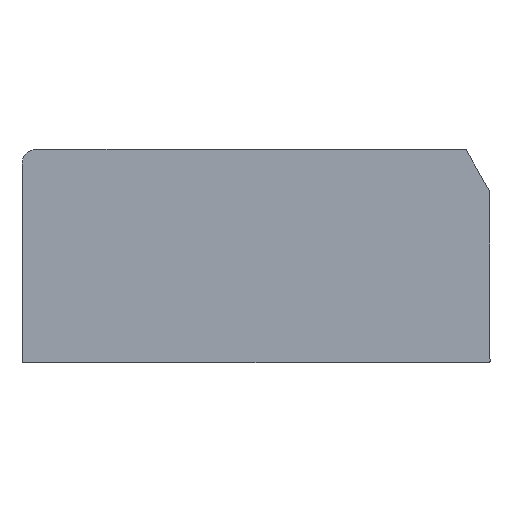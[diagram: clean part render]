
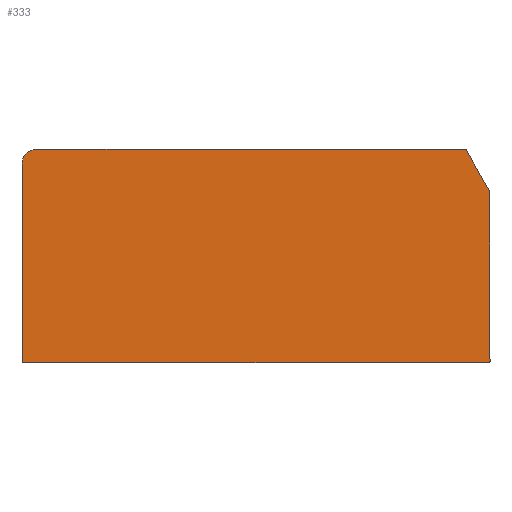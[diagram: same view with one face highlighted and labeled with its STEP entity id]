
A CAD part, top view. The second image highlights one B-rep face of the part: STEP entity #333.
In plain terms, the highlighted planar face has unit normal (0, 0, 1).
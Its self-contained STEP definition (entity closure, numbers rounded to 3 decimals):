
#1 = CIRCLE ( 'NONE', #752, 0.2 ) ;
#5 = CARTESIAN_POINT ( 'NONE',  ( 0.2, 0.2, 0.6 ) ) ;
#9 = EDGE_CURVE ( 'NONE', #503, #469, #653, .T. ) ;
#27 = AXIS2_PLACEMENT_3D ( 'NONE', #559, #192, #606 ) ;
#35 = EDGE_CURVE ( 'NONE', #469, #157, #627, .T. ) ;
#38 = DIRECTION ( 'NONE',  ( 0., 1., 0. ) ) ;
#51 = EDGE_CURVE ( 'NONE', #157, #336, #589, .T. ) ;
#67 = DIRECTION ( 'NONE',  ( 0., -1., 0. ) ) ;
#73 = EDGE_CURVE ( 'NONE', #336, #428, #611, .T. ) ;
#84 = EDGE_CURVE ( 'NONE', #428, #722, #575, .T. ) ;
#97 = CARTESIAN_POINT ( 'NONE',  ( 59.6, 21.841, 0.6 ) ) ;
#118 = DIRECTION ( 'NONE',  ( -1., 0., 0. ) ) ;
#128 = ORIENTED_EDGE ( 'NONE', *, *, #170, .T. ) ;
#138 = CIRCLE ( 'NONE', #372, 0.2 ) ;
#146 = VERTEX_POINT ( 'NONE', #496 ) ;
#147 = DIRECTION ( 'NONE',  ( 0., 0., 1. ) ) ;
#157 = VERTEX_POINT ( 'NONE', #305 ) ;
#165 = VERTEX_POINT ( 'NONE', #736 ) ;
#170 = EDGE_CURVE ( 'NONE', #165, #146, #486, .T. ) ;
#171 = DIRECTION ( 'NONE',  ( 1., 0., 0. ) ) ;
#192 = DIRECTION ( 'NONE',  ( 0., 0., 1. ) ) ;
#204 = EDGE_LOOP ( 'NONE', ( #405, #128, #419, #375, #371, #359, #287, #273, #233, #226 ) ) ;
#205 = CARTESIAN_POINT ( 'NONE',  ( 56.564, 27.3, 0.6 ) ) ;
#208 = CARTESIAN_POINT ( 'NONE',  ( 0.2, 0.2, 0.6 ) ) ;
#209 = EDGE_CURVE ( 'NONE', #451, #503, #1, .T. ) ;
#210 = CARTESIAN_POINT ( 'NONE',  ( 0., 25.4, 0.6 ) ) ;
#226 = ORIENTED_EDGE ( 'NONE', *, *, #84, .T. ) ;
#233 = ORIENTED_EDGE ( 'NONE', *, *, #73, .T. ) ;
#245 = VERTEX_POINT ( 'NONE', #308 ) ;
#254 = EDGE_CURVE ( 'NONE', #245, #451, #645, .T. ) ;
#255 = DIRECTION ( 'NONE',  ( 1., 0., 0. ) ) ;
#273 = ORIENTED_EDGE ( 'NONE', *, *, #51, .T. ) ;
#277 = DIRECTION ( 'NONE',  ( 1., 0., 0. ) ) ;
#278 = DIRECTION ( 'NONE',  ( 0., 0., 1. ) ) ;
#285 = CARTESIAN_POINT ( 'NONE',  ( 56.564, 27.1, 0.6 ) ) ;
#287 = ORIENTED_EDGE ( 'NONE', *, *, #35, .T. ) ;
#305 = CARTESIAN_POINT ( 'NONE',  ( 56.564, 27.3, 0.6 ) ) ;
#308 = CARTESIAN_POINT ( 'NONE',  ( 59.8, 0.2, 0.6 ) ) ;
#309 = CIRCLE ( 'NONE', #27, 0.2 ) ;
#333 = ADVANCED_FACE ( 'NONE', ( #389 ), #431, .T. ) ;
#336 = VERTEX_POINT ( 'NONE', #534 ) ;
#359 = ORIENTED_EDGE ( 'NONE', *, *, #9, .T. ) ;
#371 = ORIENTED_EDGE ( 'NONE', *, *, #209, .T. ) ;
#372 = AXIS2_PLACEMENT_3D ( 'NONE', #208, #614, #277 ) ;
#375 = ORIENTED_EDGE ( 'NONE', *, *, #254, .T. ) ;
#389 = FACE_OUTER_BOUND ( 'NONE', #204, .T. ) ;
#390 = CARTESIAN_POINT ( 'NONE',  ( 59.8, 0.2, 0.6 ) ) ;
#401 = VECTOR ( 'NONE', #538, 1000. ) ;
#405 = ORIENTED_EDGE ( 'NONE', *, *, #693, .T. ) ;
#407 = DIRECTION ( 'NONE',  ( -0.5, 0.866, 0. ) ) ;
#419 = ORIENTED_EDGE ( 'NONE', *, *, #515, .T. ) ;
#420 = AXIS2_PLACEMENT_3D ( 'NONE', #424, #769, #481 ) ;
#424 = CARTESIAN_POINT ( 'NONE',  ( 1.9, 25.4, 0.6 ) ) ;
#428 = VERTEX_POINT ( 'NONE', #548 ) ;
#431 = PLANE ( 'NONE',  #473 ) ;
#451 = VERTEX_POINT ( 'NONE', #593 ) ;
#469 = VERTEX_POINT ( 'NONE', #553 ) ;
#473 = AXIS2_PLACEMENT_3D ( 'NONE', #5, #147, #573 ) ;
#479 = AXIS2_PLACEMENT_3D ( 'NONE', #285, #278, #255 ) ;
#481 = DIRECTION ( 'NONE',  ( 1., 0., 0. ) ) ;
#484 = CARTESIAN_POINT ( 'NONE',  ( 59.773, 21.941, 0.6 ) ) ;
#486 = LINE ( 'NONE', #688, #401 ) ;
#496 = CARTESIAN_POINT ( 'NONE',  ( 59.6, 0., 0.6 ) ) ;
#500 = VECTOR ( 'NONE', #38, 1000. ) ;
#503 = VERTEX_POINT ( 'NONE', #601 ) ;
#515 = EDGE_CURVE ( 'NONE', #146, #245, #309, .T. ) ;
#534 = CARTESIAN_POINT ( 'NONE',  ( 1.9, 27.3, 0.6 ) ) ;
#538 = DIRECTION ( 'NONE',  ( 1., 0., 0. ) ) ;
#542 = DIRECTION ( 'NONE',  ( 0., 0., 1. ) ) ;
#546 = VECTOR ( 'NONE', #67, 1000. ) ;
#548 = CARTESIAN_POINT ( 'NONE',  ( 0., 25.4, 0.6 ) ) ;
#553 = CARTESIAN_POINT ( 'NONE',  ( 56.737, 27.2, 0.6 ) ) ;
#559 = CARTESIAN_POINT ( 'NONE',  ( 59.6, 0.2, 0.6 ) ) ;
#566 = CARTESIAN_POINT ( 'NONE',  ( 0., 0.2, 0.6 ) ) ;
#573 = DIRECTION ( 'NONE',  ( 1., 0., 0. ) ) ;
#575 = LINE ( 'NONE', #210, #546 ) ;
#589 = LINE ( 'NONE', #205, #597 ) ;
#593 = CARTESIAN_POINT ( 'NONE',  ( 59.8, 21.841, 0.6 ) ) ;
#597 = VECTOR ( 'NONE', #118, 1000. ) ;
#601 = CARTESIAN_POINT ( 'NONE',  ( 59.773, 21.941, 0.6 ) ) ;
#606 = DIRECTION ( 'NONE',  ( 1., 0., 0. ) ) ;
#611 = CIRCLE ( 'NONE', #420, 1.9 ) ;
#614 = DIRECTION ( 'NONE',  ( 0., 0., 1. ) ) ;
#627 = CIRCLE ( 'NONE', #479, 0.2 ) ;
#630 = VECTOR ( 'NONE', #407, 1000. ) ;
#645 = LINE ( 'NONE', #390, #500 ) ;
#653 = LINE ( 'NONE', #484, #630 ) ;
#688 = CARTESIAN_POINT ( 'NONE',  ( 0.2, 0., 0.6 ) ) ;
#693 = EDGE_CURVE ( 'NONE', #722, #165, #138, .T. ) ;
#722 = VERTEX_POINT ( 'NONE', #566 ) ;
#736 = CARTESIAN_POINT ( 'NONE',  ( 0.2, 0., 0.6 ) ) ;
#752 = AXIS2_PLACEMENT_3D ( 'NONE', #97, #542, #171 ) ;
#769 = DIRECTION ( 'NONE',  ( 0., 0., 1. ) ) ;
